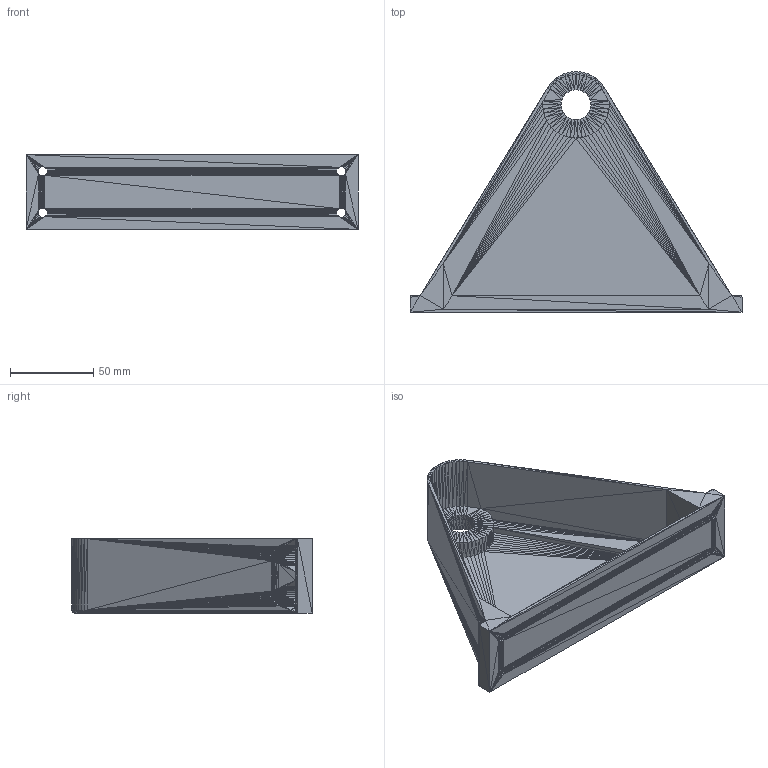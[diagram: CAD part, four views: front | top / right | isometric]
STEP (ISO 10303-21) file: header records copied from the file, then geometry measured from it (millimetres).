
FILE_DESCRIPTION((''),'2;1');
FILE_NAME('m_enclosure v2', '2025-02-06T18:29:42', (''), (''), 'ImageToStl.com STEP Converter','', '');
FILE_SCHEMA(('AUTOMOTIVE_DESIGN_CC2'));
Length unit declared in the file: metre
Products named in the file (1): product0
Bounding box: 200 x 144.96 x 45 mm (x, y, z)
Surface area: 80501.8 mm2 (no closed solid volume)
Topology: 0 solids, 2120 shells, 2120 faces, 6360 edges, 1052 vertices
Faces by surface type: plane 2120
Entity records: 48779 total; most frequent: DIRECTION 10602, ORIENTED_EDGE 6360, EDGE_CURVE 6360, LINE 6360, VECTOR 6360, AXIS2_PLACEMENT_3D 2121, FACE_SURFACE 2120, PLANE 2120
